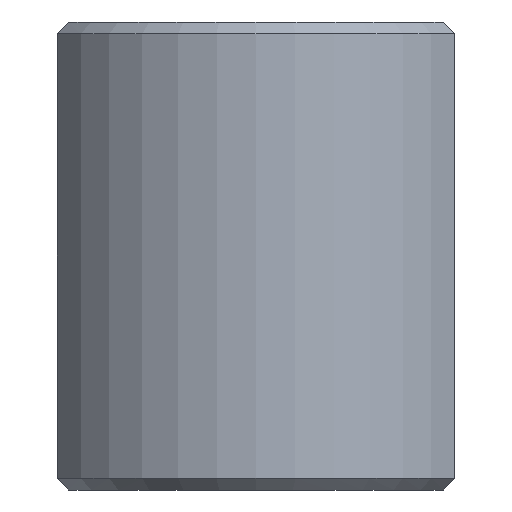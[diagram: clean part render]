
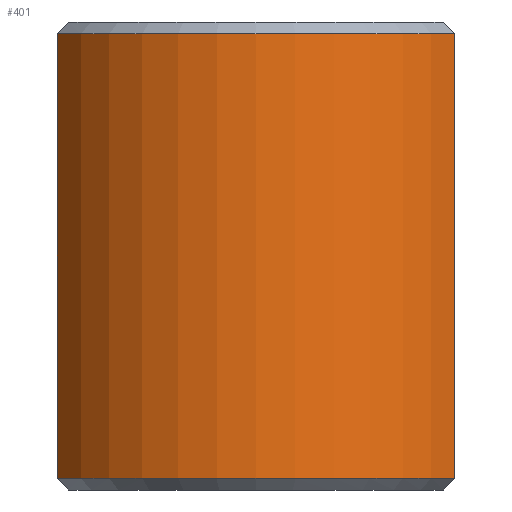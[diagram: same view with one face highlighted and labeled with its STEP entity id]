
A CAD part, front view. The second image highlights one B-rep face of the part: STEP entity #401.
In plain terms, the highlighted cylindrical face has radius 10 mm (diameter 20 mm), a partial arc.
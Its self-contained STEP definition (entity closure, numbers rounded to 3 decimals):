
#48=FACE_OUTER_BOUND('',#73,.T.);
#73=EDGE_LOOP('',(#312,#313,#314,#315));
#99=CIRCLE('',#445,10.);
#102=CIRCLE('',#453,10.);
#120=LINE('',#795,#142);
#123=LINE('',#801,#145);
#142=VECTOR('',#520,10.);
#145=VECTOR('',#525,10.);
#190=VERTEX_POINT('',#761);
#191=VERTEX_POINT('',#766);
#196=VERTEX_POINT('',#794);
#198=VERTEX_POINT('',#800);
#230=EDGE_CURVE('',#190,#191,#99,.T.);
#240=EDGE_CURVE('',#196,#191,#120,.T.);
#243=EDGE_CURVE('',#190,#198,#123,.T.);
#244=EDGE_CURVE('',#196,#198,#102,.T.);
#312=ORIENTED_EDGE('',*,*,#230,.F.);
#313=ORIENTED_EDGE('',*,*,#243,.T.);
#314=ORIENTED_EDGE('',*,*,#244,.F.);
#315=ORIENTED_EDGE('',*,*,#240,.T.);
#388=CYLINDRICAL_SURFACE('',#452,10.);
#401=ADVANCED_FACE('',(#48),#388,.T.);
#445=AXIS2_PLACEMENT_3D('',#767,#502,#503);
#452=AXIS2_PLACEMENT_3D('',#799,#523,#524);
#453=AXIS2_PLACEMENT_3D('',#802,#526,#527);
#502=DIRECTION('center_axis',(0.,0.,-1.));
#503=DIRECTION('ref_axis',(-1.,0.,0.));
#520=DIRECTION('',(0.,0.,-1.));
#523=DIRECTION('center_axis',(0.,0.,1.));
#524=DIRECTION('ref_axis',(-1.,0.,0.));
#525=DIRECTION('',(0.,0.,1.));
#526=DIRECTION('center_axis',(0.,0.,1.));
#527=DIRECTION('ref_axis',(-1.,0.,0.));
#761=CARTESIAN_POINT('',(8.5,-5.268,0.5));
#766=CARTESIAN_POINT('',(-8.5,-5.268,0.5));
#767=CARTESIAN_POINT('Origin',(0.,0.,0.5));
#794=CARTESIAN_POINT('',(-8.5,-5.268,19.5));
#795=CARTESIAN_POINT('',(-8.5,-5.268,0.));
#799=CARTESIAN_POINT('Origin',(0.,0.,0.));
#800=CARTESIAN_POINT('',(8.5,-5.268,19.5));
#801=CARTESIAN_POINT('',(8.5,-5.268,0.));
#802=CARTESIAN_POINT('Origin',(0.,0.,19.5));
